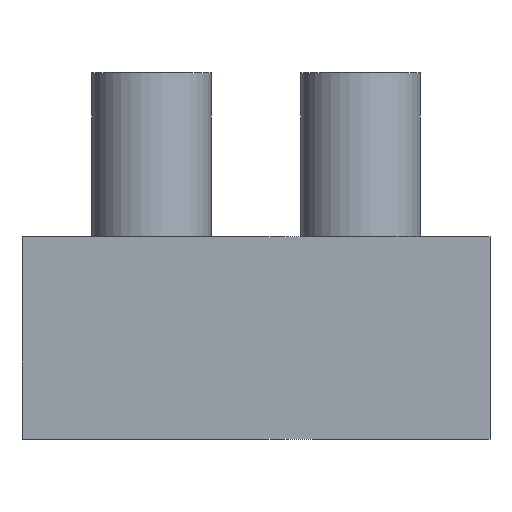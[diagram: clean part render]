
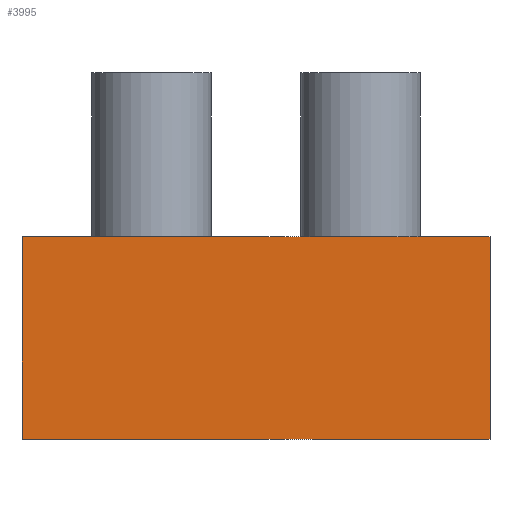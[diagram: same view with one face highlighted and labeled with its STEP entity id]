
A CAD part, front view. The second image highlights one B-rep face of the part: STEP entity #3995.
In plain terms, the highlighted planar face has unit normal (0, -1, 0).
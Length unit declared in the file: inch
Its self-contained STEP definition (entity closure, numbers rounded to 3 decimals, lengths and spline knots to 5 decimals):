
#1483=CARTESIAN_POINT('',(0.92395,-2.99728,0.01606));
#1484=VERTEX_POINT('',#1483);
#1885=CARTESIAN_POINT('',(-0.01855,-2.99728,0.01606));
#1886=VERTEX_POINT('',#1885);
#1893=CARTESIAN_POINT('',(-0.01855,-2.99728,0.01606));
#1894=DIRECTION('',(1.0,0.0,0.0));
#1895=VECTOR('',#1894,0.9425);
#1896=LINE('',#1893,#1895);
#1897=EDGE_CURVE('',#1886,#1484,#1896,.T.);
#3717=CARTESIAN_POINT('',(0.92395,-2.99728,-0.39194));
#3718=VERTEX_POINT('',#3717);
#3725=CARTESIAN_POINT('',(-0.01855,-2.99728,-0.39194));
#3726=VERTEX_POINT('',#3725);
#3727=CARTESIAN_POINT('',(0.92395,-2.99728,-0.39194));
#3728=DIRECTION('',(-1.0,0.0,0.0));
#3729=VECTOR('',#3728,0.9425);
#3730=LINE('',#3727,#3729);
#3731=EDGE_CURVE('',#3718,#3726,#3730,.T.);
#3974=CARTESIAN_POINT('',(0.4527,-2.99728,-0.18794));
#3975=DIRECTION('',(0.0,1.0,0.0));
#3976=DIRECTION('',(0.0,0.0,1.0));
#3977=AXIS2_PLACEMENT_3D('',#3974,#3975,#3976);
#3978=PLANE('',#3977);
#3979=CARTESIAN_POINT('',(-0.01855,-2.99728,0.01606));
#3980=DIRECTION('',(0.0,0.0,-1.0));
#3981=VECTOR('',#3980,0.408);
#3982=LINE('',#3979,#3981);
#3983=EDGE_CURVE('',#1886,#3726,#3982,.T.);
#3984=ORIENTED_EDGE('',*,*,#3983,.T.);
#3985=ORIENTED_EDGE('',*,*,#3731,.F.);
#3986=CARTESIAN_POINT('',(0.92395,-2.99728,0.01606));
#3987=DIRECTION('',(0.0,0.0,-1.0));
#3988=VECTOR('',#3987,0.408);
#3989=LINE('',#3986,#3988);
#3990=EDGE_CURVE('',#1484,#3718,#3989,.T.);
#3991=ORIENTED_EDGE('',*,*,#3990,.F.);
#3992=ORIENTED_EDGE('',*,*,#1897,.F.);
#3993=EDGE_LOOP('',(#3984,#3985,#3991,#3992));
#3994=FACE_OUTER_BOUND('',#3993,.T.);
#3995=ADVANCED_FACE('',(#3994),#3978,.F.);
